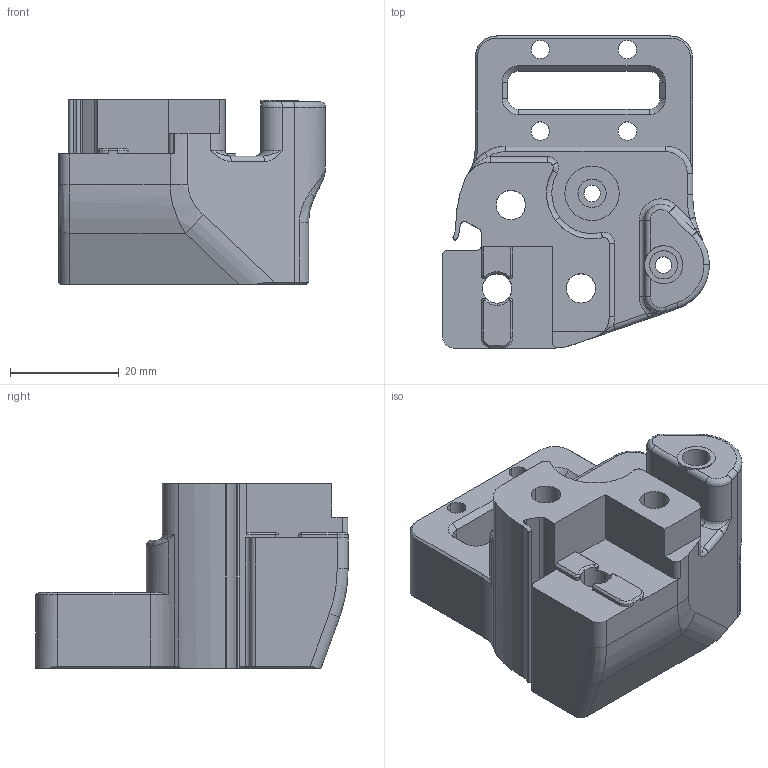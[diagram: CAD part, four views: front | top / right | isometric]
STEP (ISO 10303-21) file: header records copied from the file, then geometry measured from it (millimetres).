
FILE_DESCRIPTION (( 'STEP AP214' ), '1' );
FILE_NAME ('XY JOINT 1 BOT MGN12.STEP', '2020-12-22T23:02:20', ( '' ), ( '' ), 'SwSTEP 2.0', 'SolidWorks 2014', '' );
FILE_SCHEMA (( 'AUTOMOTIVE_DESIGN' ));
Length unit declared in the file: millimetre
Products named in the file (2): XY JOINT 1 BOT MGN12
Bounding box: 49.02 x 57.4 x 34 mm (x, y, z)
Volume: 45754.4 mm3; surface area: 14043.2 mm2
Topology: 1 solids, 1 shells, 263 faces, 677 edges, 413 vertices
Faces by surface type: plane 96, cylinder 87, cone 44, bspline 36
Entity records: 11831 total; most frequent: CARTESIAN_POINT 2883, ORIENTED_EDGE 1344, DIRECTION 1273, EDGE_CURVE 672, AXIS2_PLACEMENT_3D 468, VERTEX_POINT 413, LINE 337, VECTOR 337
